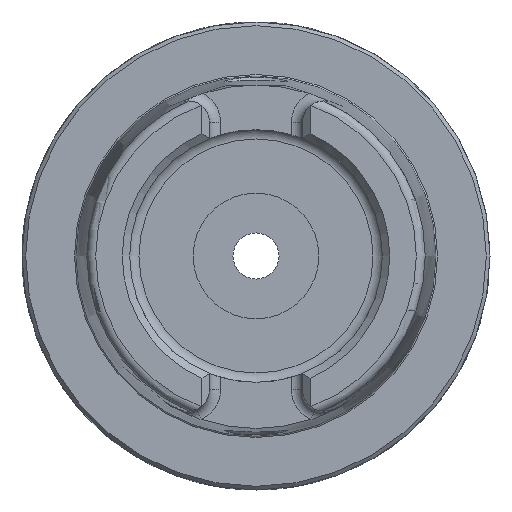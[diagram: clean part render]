
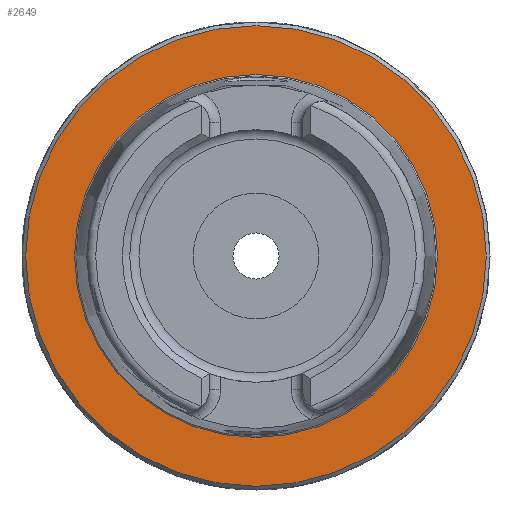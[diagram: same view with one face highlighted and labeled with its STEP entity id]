
A CAD part, left-side view. The second image highlights one B-rep face of the part: STEP entity #2649.
In plain terms, the highlighted planar face has unit normal (-1, 0, 0).
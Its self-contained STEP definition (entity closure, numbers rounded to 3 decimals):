
#107=FACE_BOUND('',#713,.T.);
#149=PLANE('',#3026);
#568=FACE_OUTER_BOUND('',#712,.T.);
#712=EDGE_LOOP('',(#2473,#2474));
#713=EDGE_LOOP('',(#2475,#2476));
#934=CIRCLE('',#3024,24.433);
#935=CIRCLE('',#3025,24.433);
#936=CIRCLE('',#3027,31.);
#937=CIRCLE('',#3028,31.);
#1225=VERTEX_POINT('',#5531);
#1226=VERTEX_POINT('',#5533);
#1227=VERTEX_POINT('',#5537);
#1228=VERTEX_POINT('',#5538);
#1642=EDGE_CURVE('',#1226,#1225,#934,.T.);
#1643=EDGE_CURVE('',#1225,#1226,#935,.T.);
#1644=EDGE_CURVE('',#1227,#1228,#936,.T.);
#1645=EDGE_CURVE('',#1228,#1227,#937,.T.);
#2473=ORIENTED_EDGE('',*,*,#1644,.F.);
#2474=ORIENTED_EDGE('',*,*,#1645,.F.);
#2475=ORIENTED_EDGE('',*,*,#1642,.T.);
#2476=ORIENTED_EDGE('',*,*,#1643,.T.);
#2649=ADVANCED_FACE('',(#568,#107),#149,.T.);
#3024=AXIS2_PLACEMENT_3D('',#5534,#3852,#3853);
#3025=AXIS2_PLACEMENT_3D('',#5535,#3854,#3855);
#3026=AXIS2_PLACEMENT_3D('',#5536,#3856,#3857);
#3027=AXIS2_PLACEMENT_3D('',#5539,#3858,#3859);
#3028=AXIS2_PLACEMENT_3D('',#5540,#3860,#3861);
#3852=DIRECTION('center_axis',(1.,0.,0.));
#3853=DIRECTION('ref_axis',(0.,0.,-1.));
#3854=DIRECTION('center_axis',(1.,0.,0.));
#3855=DIRECTION('ref_axis',(0.,0.,-1.));
#3856=DIRECTION('center_axis',(-1.,0.,0.));
#3857=DIRECTION('ref_axis',(0.,0.,1.));
#3858=DIRECTION('center_axis',(1.,0.,0.));
#3859=DIRECTION('ref_axis',(0.,0.,-1.));
#3860=DIRECTION('center_axis',(1.,0.,0.));
#3861=DIRECTION('ref_axis',(0.,0.,-1.));
#5531=CARTESIAN_POINT('',(0.,0.,24.433));
#5533=CARTESIAN_POINT('',(0.,24.433,0.));
#5534=CARTESIAN_POINT('Origin',(0.,0.,0.));
#5535=CARTESIAN_POINT('Origin',(0.,0.,0.));
#5536=CARTESIAN_POINT('Origin',(0.,31.,0.));
#5537=CARTESIAN_POINT('',(0.,31.,0.));
#5538=CARTESIAN_POINT('',(0.,-31.,0.));
#5539=CARTESIAN_POINT('Origin',(0.,0.,0.));
#5540=CARTESIAN_POINT('Origin',(0.,0.,0.));
